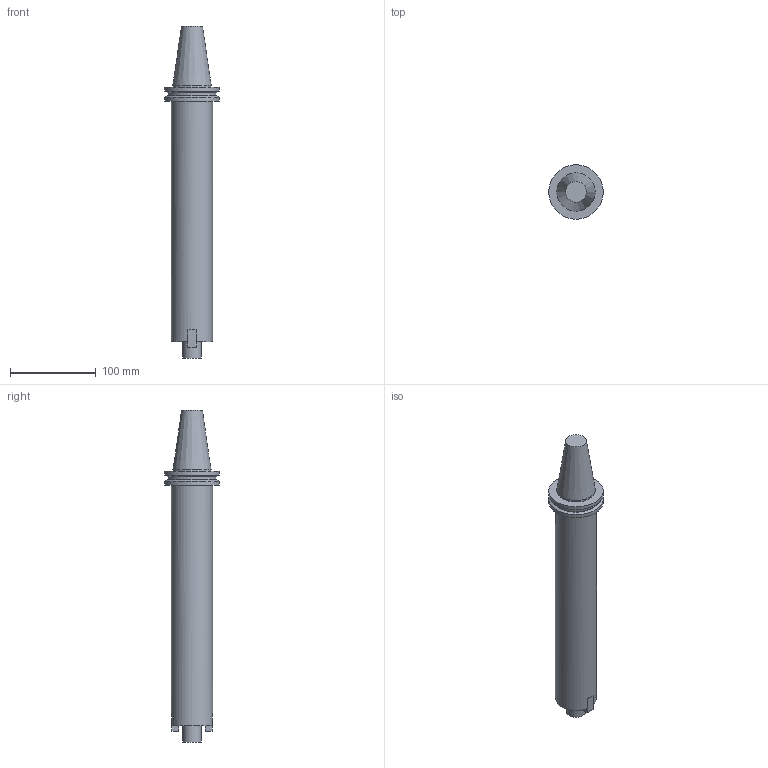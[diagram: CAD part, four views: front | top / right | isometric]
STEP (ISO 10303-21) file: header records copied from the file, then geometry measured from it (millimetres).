
FILE_DESCRIPTION(/* description */ (''),/* implementation_level */ '2;1');
FILE_NAME(/* name */ 'oznaceni_DOCUMENTNUMBERndi000_00_SIM.stp',/* time_stamp */ '2023-05-26T08:09:42+02:00',/* author */ (''),/* organization */ (''),/* preprocessor_version */ 'ST-DEVELOPER v16.7',/* originating_system */ 'SIEMENS PLM Software NX 12.0',/* authorisation */ '');
FILE_SCHEMA (('AUTOMOTIVE_DESIGN { 1 0 10303 214 3 1 1 1 }'));
Length unit declared in the file: millimetre
Products named in the file (1): 204743168ndi000_00
Bounding box: 63.55 x 63.55 x 387.45 mm (x, y, z)
Volume: 633841.6 mm3; surface area: 61338.1 mm2
Topology: 1 solids, 1 shells, 32 faces, 70 edges, 45 vertices
Faces by surface type: plane 23, cylinder 6, cone 3
Full cylindrical faces by diameter (mm): 22 x1, 44.76 x1, 48 x1, 56 x1, 63.55 x2
Entity records: 855 total; most frequent: DIRECTION 148, CARTESIAN_POINT 136, ORIENTED_EDGE 116, EDGE_CURVE 58, AXIS2_PLACEMENT_3D 54, EDGE_LOOP 46, VERTEX_POINT 42, LINE 40
